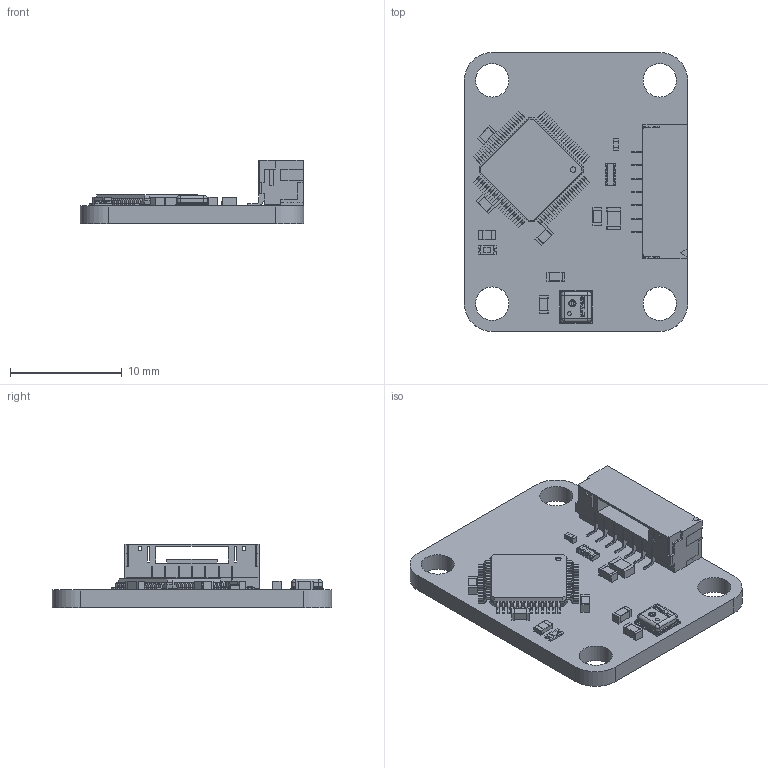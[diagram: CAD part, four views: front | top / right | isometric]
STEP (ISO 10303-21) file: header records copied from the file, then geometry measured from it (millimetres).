
FILE_DESCRIPTION(('FreeCAD Model'),'2;1');
FILE_NAME( 'air-quality.step', '2018-07-31T08:52:01',('kicad StepUp'),('ksu MCAD'), 'Open CASCADE STEP processor 7.3','FreeCAD','Unknown');
FILE_SCHEMA(('AUTOMOTIVE_DESIGN { 1 0 10303 214 1 1 1 1 }'));
Length unit declared in the file: millimetre
Products named in the file (19): air-quality; Board_Geoms; Pcb; Step_Models; Top; lqfp48_7x7_p05_; BME680_; C_0603_; C_0603_001; C_0603_002; C_0805_; C_0402_; C_0603_003; C_0603_004; C_0603_005; D_0603_blue_; BrickletConn_7pin_; R_0603_; Cut_
Assembly tree (18 placements, depth 4):
  air-quality
    Board_Geoms
      Pcb
    Step_Models
      Top
        lqfp48_7x7_p05_
        BME680_
        C_0603_
        C_0603_001
        C_0603_002
        C_0805_
        C_0402_
        C_0603_003
        C_0603_004
        C_0603_005
        D_0603_blue_
        BrickletConn_7pin_
        R_0603_
        Cut_
Bounding box: 20 x 25 x 5.7 mm (x, y, z)
Volume: 898.6 mm3; surface area: 1833.3 mm2
Topology: 16 solids, 16 shells, 1851 faces, 5101 edges, 3290 vertices
Faces by surface type: plane 1338, cylinder 363, bspline 150
Full cylindrical faces by diameter (mm): 0.5 x1, 3 x4
Entity records: 72024 total; most frequent: CARTESIAN_POINT 11875, ORIENTED_EDGE 10194, DIRECTION 9095, EDGE_CURVE 5097, LINE 4187, VECTOR 4187, VERTEX_POINT 3290, AXIS2_PLACEMENT_3D 2454
